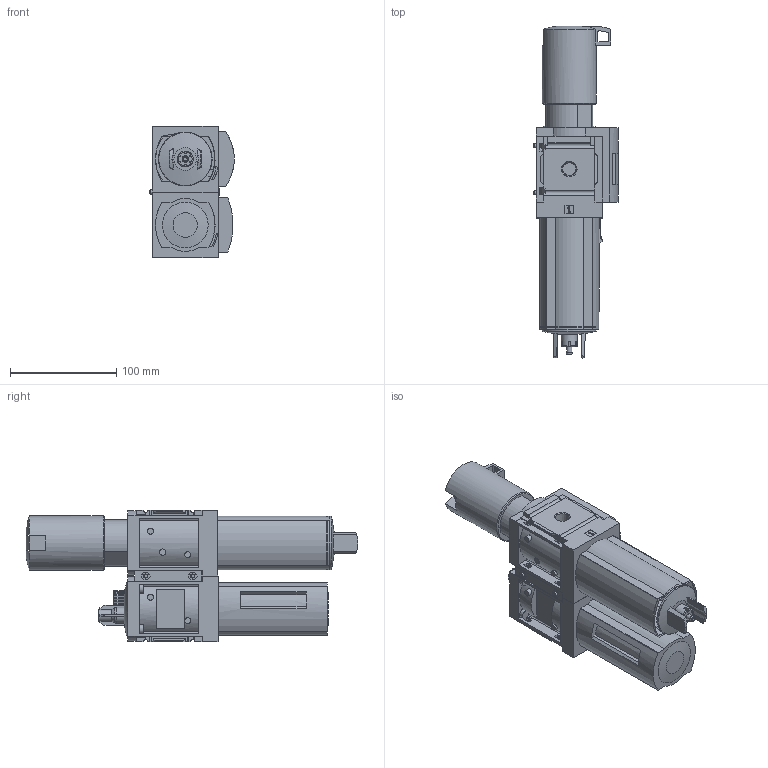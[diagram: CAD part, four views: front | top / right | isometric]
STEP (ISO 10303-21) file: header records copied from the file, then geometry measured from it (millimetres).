
FILE_DESCRIPTION(/* description */ ('STEP AP214'),/* implementation_level */ '2;1');
FILE_NAME(/* name */ '534025_MSB6N-1_4-FRC9_J11M2',/* time_stamp */ '2024-09-11T19:32:10+02:00',/* author */ ('License CC BY-ND 4.0'),/* organization */ ('CADENAS'),/* preprocessor_version */ 'ST-DEVELOPER v19.3',/* originating_system */ 'PARTsolutions',/* authorisation */ ' ');
FILE_SCHEMA (('AUTOMOTIVE_DESIGN {1 0 10303 214 3 1 1}'));
Length unit declared in the file: millimetre
Products named in the file (6): 534025 MSB6N-1/4-FRC9:J11M2; 527667 MS6N-LFR-1/4-D7-E-U-M-AS 1D; KOND MS6-2-1; 527675 MS6N-LOE-1/4-R1D; 5206604 MS6-MV-B---(0_p); 8134994 MS6-MV-B---(0_p)
Assembly tree (5 placements, depth 2):
  534025 MSB6N-1/4-FRC9:J11M2
    527667 MS6N-LFR-1/4-D7-E-U-M-AS 1D
    KOND MS6-2-1
    527675 MS6N-LOE-1/4-R1D
    5206604 MS6-MV-B---(0_p)
    8134994 MS6-MV-B---(0_p)
Bounding box: 79.3 x 312.04 x 124 mm (x, y, z)
Volume: 1360545.7 mm3; surface area: 143217.3 mm2
Topology: 5 solids, 5 shells, 778 faces, 2150 edges, 1422 vertices
Faces by surface type: plane 493, cylinder 218, cone 36, torus 29, sphere 2
Full cylindrical faces by diameter (mm): 3.242 x2, 3.4 x2, 3.8 x1, 4 x2, 4.5 x2, 4.6 x2, 5 x1, 5.5 x4, 7.6 x2, 7.8 x2, 10 x1, 15 x1, 50.36 x1, 51 x1
Entity records: 29998 total; most frequent: CARTESIAN_POINT 4829, ORIENTED_EDGE 4172, DIRECTION 4059, EDGE_CURVE 2086, VERTEX_POINT 1409, LINE 1383, VECTOR 1383, AXIS2_PLACEMENT_3D 1338
